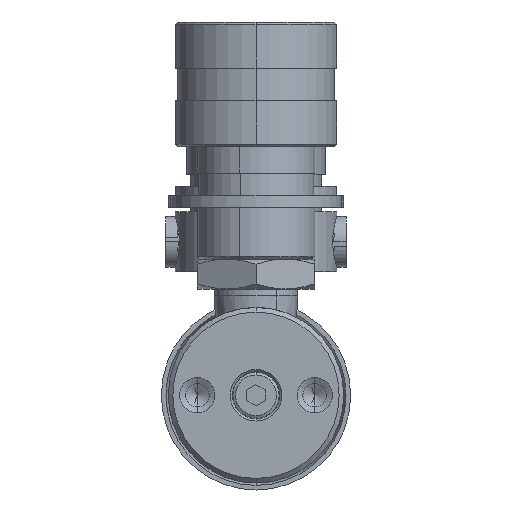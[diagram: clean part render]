
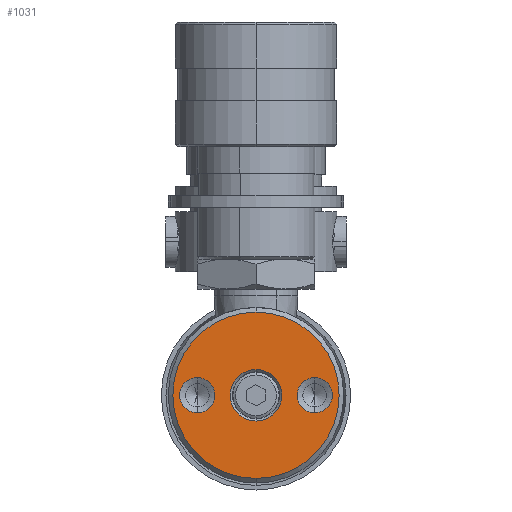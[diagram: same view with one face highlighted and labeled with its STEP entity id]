
A CAD part, front view. The second image highlights one B-rep face of the part: STEP entity #1031.
In plain terms, the highlighted planar face has unit normal (0, -1, 0).
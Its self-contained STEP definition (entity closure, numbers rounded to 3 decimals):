
#37 = DIRECTION ( 'NONE',  ( 0., -1., 0. ) ) ;
#837 = EDGE_LOOP ( 'NONE', ( #22774, #27672 ) ) ;
#1031 = ADVANCED_FACE ( 'NONE', ( #19395, #8579, #31335, #12847 ), #25263, .F. ) ;
#1194 = AXIS2_PLACEMENT_3D ( 'NONE', #20329, #22479, #17953 ) ;
#1283 = CARTESIAN_POINT ( 'NONE',  ( 12.7, 0., 0. ) ) ;
#1476 = EDGE_CURVE ( 'NONE', #12939, #7639, #14005, .T. ) ;
#1723 = EDGE_LOOP ( 'NONE', ( #9761, #30327 ) ) ;
#1819 = CARTESIAN_POINT ( 'NONE',  ( 0., 0., -18. ) ) ;
#3124 = DIRECTION ( 'NONE',  ( 0., 1., 0. ) ) ;
#3696 = VERTEX_POINT ( 'NONE', #13842 ) ;
#4381 = EDGE_LOOP ( 'NONE', ( #22685, #5883 ) ) ;
#4509 = EDGE_CURVE ( 'NONE', #3696, #16439, #17465, .T. ) ;
#4574 = CARTESIAN_POINT ( 'NONE',  ( 12.7, 0., 3.81 ) ) ;
#4937 = CARTESIAN_POINT ( 'NONE',  ( 0., 0., 18. ) ) ;
#5056 = DIRECTION ( 'NONE',  ( 0., 0., 1. ) ) ;
#5782 = AXIS2_PLACEMENT_3D ( 'NONE', #24490, #37, #29556 ) ;
#5883 = ORIENTED_EDGE ( 'NONE', *, *, #1476, .T. ) ;
#5988 = CARTESIAN_POINT ( 'NONE',  ( 0., 0., 0. ) ) ;
#6053 = EDGE_CURVE ( 'NONE', #16439, #3696, #22005, .T. ) ;
#6547 = CIRCLE ( 'NONE', #21682, 5.575 ) ;
#6686 = DIRECTION ( 'NONE',  ( 0., -1., 0. ) ) ;
#6688 = ORIENTED_EDGE ( 'NONE', *, *, #10958, .T. ) ;
#7025 = AXIS2_PLACEMENT_3D ( 'NONE', #28894, #14291, #31501 ) ;
#7533 = CIRCLE ( 'NONE', #7644, 3.81 ) ;
#7588 = CARTESIAN_POINT ( 'NONE',  ( 0., 0., -5.575 ) ) ;
#7639 = VERTEX_POINT ( 'NONE', #4937 ) ;
#7644 = AXIS2_PLACEMENT_3D ( 'NONE', #22990, #27601, #15648 ) ;
#8025 = VERTEX_POINT ( 'NONE', #4574 ) ;
#8432 = CIRCLE ( 'NONE', #12952, 3.81 ) ;
#8500 = DIRECTION ( 'NONE',  ( 0., 0., -1. ) ) ;
#8567 = DIRECTION ( 'NONE',  ( 0., 1., 0. ) ) ;
#8579 = FACE_BOUND ( 'NONE', #837, .T. ) ;
#8735 = VERTEX_POINT ( 'NONE', #23273 ) ;
#8928 = CARTESIAN_POINT ( 'NONE',  ( -12.7, 0., -3.81 ) ) ;
#9033 = CARTESIAN_POINT ( 'NONE',  ( 0., 0., 5.575 ) ) ;
#9761 = ORIENTED_EDGE ( 'NONE', *, *, #32095, .F. ) ;
#10958 = EDGE_CURVE ( 'NONE', #23572, #22072, #26074, .T. ) ;
#11189 = DIRECTION ( 'NONE',  ( 0., -1., 0. ) ) ;
#12847 = FACE_BOUND ( 'NONE', #22541, .T. ) ;
#12939 = VERTEX_POINT ( 'NONE', #1819 ) ;
#12952 = AXIS2_PLACEMENT_3D ( 'NONE', #1283, #11189, #8500 ) ;
#13842 = CARTESIAN_POINT ( 'NONE',  ( -12.7, 0., 3.81 ) ) ;
#14005 = CIRCLE ( 'NONE', #17660, 18. ) ;
#14291 = DIRECTION ( 'NONE',  ( 0., -1., 0. ) ) ;
#14433 = EDGE_CURVE ( 'NONE', #7639, #12939, #14876, .T. ) ;
#14876 = CIRCLE ( 'NONE', #7025, 18. ) ;
#15648 = DIRECTION ( 'NONE',  ( 0., 0., -1. ) ) ;
#16439 = VERTEX_POINT ( 'NONE', #8928 ) ;
#17280 = EDGE_CURVE ( 'NONE', #8025, #8735, #8432, .T. ) ;
#17465 = CIRCLE ( 'NONE', #5782, 3.81 ) ;
#17660 = AXIS2_PLACEMENT_3D ( 'NONE', #28449, #6686, #23935 ) ;
#17868 = DIRECTION ( 'NONE',  ( 0., 0., 1. ) ) ;
#17953 = DIRECTION ( 'NONE',  ( 0., 0., -1. ) ) ;
#19033 = ORIENTED_EDGE ( 'NONE', *, *, #24835, .T. ) ;
#19395 = FACE_BOUND ( 'NONE', #1723, .T. ) ;
#20329 = CARTESIAN_POINT ( 'NONE',  ( -12.7, 0., 0. ) ) ;
#20526 = AXIS2_PLACEMENT_3D ( 'NONE', #27432, #3124, #17868 ) ;
#21682 = AXIS2_PLACEMENT_3D ( 'NONE', #29832, #27257, #5056 ) ;
#22005 = CIRCLE ( 'NONE', #1194, 3.81 ) ;
#22072 = VERTEX_POINT ( 'NONE', #7588 ) ;
#22479 = DIRECTION ( 'NONE',  ( 0., -1., 0. ) ) ;
#22541 = EDGE_LOOP ( 'NONE', ( #19033, #6688 ) ) ;
#22685 = ORIENTED_EDGE ( 'NONE', *, *, #14433, .T. ) ;
#22774 = ORIENTED_EDGE ( 'NONE', *, *, #6053, .F. ) ;
#22990 = CARTESIAN_POINT ( 'NONE',  ( 12.7, 0., 0. ) ) ;
#23273 = CARTESIAN_POINT ( 'NONE',  ( 12.7, 0., -3.81 ) ) ;
#23572 = VERTEX_POINT ( 'NONE', #9033 ) ;
#23935 = DIRECTION ( 'NONE',  ( 0., 0., 1. ) ) ;
#24490 = CARTESIAN_POINT ( 'NONE',  ( -12.7, 0., 0. ) ) ;
#24835 = EDGE_CURVE ( 'NONE', #22072, #23572, #6547, .T. ) ;
#25263 = PLANE ( 'NONE',  #20526 ) ;
#25490 = DIRECTION ( 'NONE',  ( 0., 0., 1. ) ) ;
#26074 = CIRCLE ( 'NONE', #27036, 5.575 ) ;
#27036 = AXIS2_PLACEMENT_3D ( 'NONE', #5988, #8567, #25490 ) ;
#27257 = DIRECTION ( 'NONE',  ( 0., 1., 0. ) ) ;
#27432 = CARTESIAN_POINT ( 'NONE',  ( -5.075, 0., 0. ) ) ;
#27601 = DIRECTION ( 'NONE',  ( 0., -1., 0. ) ) ;
#27672 = ORIENTED_EDGE ( 'NONE', *, *, #4509, .F. ) ;
#28449 = CARTESIAN_POINT ( 'NONE',  ( 0., 0., 0. ) ) ;
#28894 = CARTESIAN_POINT ( 'NONE',  ( 0., 0., 0. ) ) ;
#29556 = DIRECTION ( 'NONE',  ( 0., 0., -1. ) ) ;
#29832 = CARTESIAN_POINT ( 'NONE',  ( 0., 0., 0. ) ) ;
#30327 = ORIENTED_EDGE ( 'NONE', *, *, #17280, .F. ) ;
#31335 = FACE_OUTER_BOUND ( 'NONE', #4381, .T. ) ;
#31501 = DIRECTION ( 'NONE',  ( 0., 0., 1. ) ) ;
#32095 = EDGE_CURVE ( 'NONE', #8735, #8025, #7533, .T. ) ;
